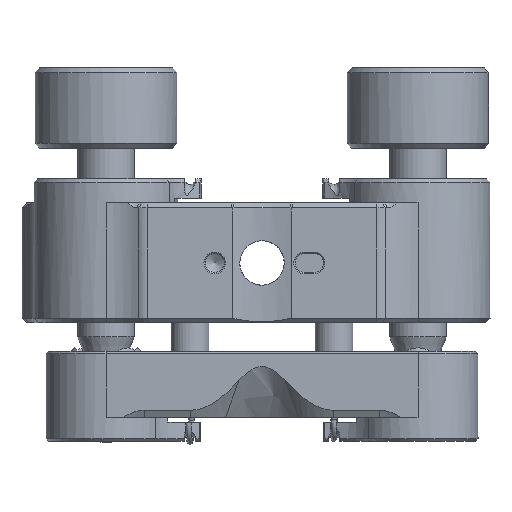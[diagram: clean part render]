
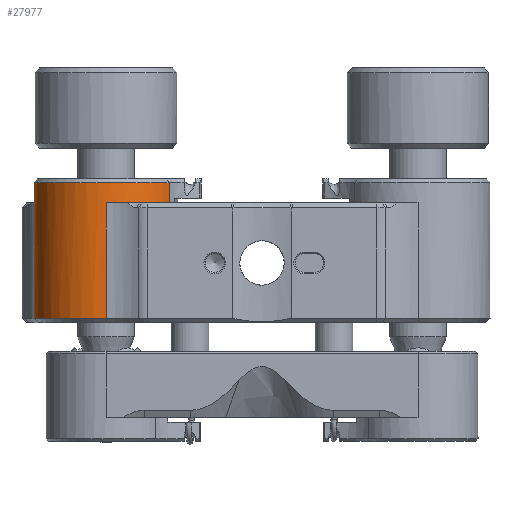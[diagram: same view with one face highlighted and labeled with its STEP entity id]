
A CAD part, front view. The second image highlights one B-rep face of the part: STEP entity #27977.
In plain terms, the highlighted cylindrical face has radius 7.62 mm (diameter 15.24 mm), a partial arc.
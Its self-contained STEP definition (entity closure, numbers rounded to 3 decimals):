
#291 = CIRCLE ( 'NONE', #12658, 7.62 ) ;
#2058 = ORIENTED_EDGE ( 'NONE', *, *, #45890, .T. ) ;
#2270 = EDGE_CURVE ( 'NONE', #4292, #48294, #19392, .T. ) ;
#3164 = VECTOR ( 'NONE', #40698, 1000. ) ;
#3352 = EDGE_LOOP ( 'NONE', ( #47648, #2058, #28572, #17633, #38901, #31277, #52364, #24203 ) ) ;
#3795 = DIRECTION ( 'NONE',  ( 0., 0., -1. ) ) ;
#4292 = VERTEX_POINT ( 'NONE', #22502 ) ;
#5995 = DIRECTION ( 'NONE',  ( 1., 0., 0. ) ) ;
#7228 = VERTEX_POINT ( 'NONE', #40337 ) ;
#8434 = VECTOR ( 'NONE', #17296, 1000. ) ;
#9278 = DIRECTION ( 'NONE',  ( 0., 0., -1. ) ) ;
#9886 = VERTEX_POINT ( 'NONE', #47522 ) ;
#10527 = DIRECTION ( 'NONE',  ( 0., 0., -1. ) ) ;
#12450 = CARTESIAN_POINT ( 'NONE',  ( 5.213, 18.804, 40.742 ) ) ;
#12478 = DIRECTION ( 'NONE',  ( -1., 0., 0. ) ) ;
#12658 = AXIS2_PLACEMENT_3D ( 'NONE', #49677, #10527, #5995 ) ;
#14226 = EDGE_CURVE ( 'NONE', #32882, #35343, #291, .T. ) ;
#14725 = CARTESIAN_POINT ( 'NONE',  ( 8.861, 12.114, 38.202 ) ) ;
#15017 = VECTOR ( 'NONE', #36510, 1000. ) ;
#15786 = EDGE_CURVE ( 'NONE', #52209, #17180, #17606, .T. ) ;
#16633 = EDGE_CURVE ( 'NONE', #9886, #35343, #18654, .T. ) ;
#16759 = LINE ( 'NONE', #46216, #15017 ) ;
#16798 = DIRECTION ( 'NONE',  ( 0., 0., -1. ) ) ;
#17114 = CARTESIAN_POINT ( 'NONE',  ( 8.861, 12.114, 40.361 ) ) ;
#17180 = VERTEX_POINT ( 'NONE', #54162 ) ;
#17296 = DIRECTION ( 'NONE',  ( 0., 0., -1. ) ) ;
#17606 = LINE ( 'NONE', #12450, #8434 ) ;
#17633 = ORIENTED_EDGE ( 'NONE', *, *, #15786, .T. ) ;
#18654 = LINE ( 'NONE', #53280, #46696 ) ;
#19392 = CIRCLE ( 'NONE', #33871, 7.62 ) ;
#20966 = CARTESIAN_POINT ( 'NONE',  ( 15.551, 8.466, 40.742 ) ) ;
#22502 = CARTESIAN_POINT ( 'NONE',  ( 8.861, 4.494, 38.202 ) ) ;
#24203 = ORIENTED_EDGE ( 'NONE', *, *, #31792, .T. ) ;
#24438 = DIRECTION ( 'NONE',  ( -1., 0., 0. ) ) ;
#27977 = ADVANCED_FACE ( 'NONE', ( #53602 ), #33875, .T. ) ;
#28572 = ORIENTED_EDGE ( 'NONE', *, *, #42179, .T. ) ;
#28934 = AXIS2_PLACEMENT_3D ( 'NONE', #14725, #43537, #24438 ) ;
#29366 = CARTESIAN_POINT ( 'NONE',  ( 5.213, 18.804, 40.361 ) ) ;
#29695 = CIRCLE ( 'NONE', #48304, 7.62 ) ;
#30027 = LINE ( 'NONE', #20966, #3164 ) ;
#31277 = ORIENTED_EDGE ( 'NONE', *, *, #16633, .T. ) ;
#31792 = EDGE_CURVE ( 'NONE', #32882, #4292, #16759, .T. ) ;
#32882 = VERTEX_POINT ( 'NONE', #47632 ) ;
#32922 = CARTESIAN_POINT ( 'NONE',  ( 8.861, 12.114, 40.742 ) ) ;
#33871 = AXIS2_PLACEMENT_3D ( 'NONE', #61668, #37074, #12478 ) ;
#33875 = CYLINDRICAL_SURFACE ( 'NONE', #44901, 7.62 ) ;
#35161 = CIRCLE ( 'NONE', #28934, 7.62 ) ;
#35343 = VERTEX_POINT ( 'NONE', #56321 ) ;
#36510 = DIRECTION ( 'NONE',  ( 0., 0., 1. ) ) ;
#37074 = DIRECTION ( 'NONE',  ( 0., 0., 1. ) ) ;
#38901 = ORIENTED_EDGE ( 'NONE', *, *, #55831, .F. ) ;
#40337 = CARTESIAN_POINT ( 'NONE',  ( 15.551, 8.466, 40.361 ) ) ;
#40698 = DIRECTION ( 'NONE',  ( 0., 0., 1. ) ) ;
#41034 = CARTESIAN_POINT ( 'NONE',  ( 15.551, 8.466, 38.202 ) ) ;
#42179 = EDGE_CURVE ( 'NONE', #7228, #52209, #29695, .T. ) ;
#43537 = DIRECTION ( 'NONE',  ( 0., 0., -1. ) ) ;
#44901 = AXIS2_PLACEMENT_3D ( 'NONE', #32922, #9278, #47812 ) ;
#45890 = EDGE_CURVE ( 'NONE', #48294, #7228, #30027, .T. ) ;
#46216 = CARTESIAN_POINT ( 'NONE',  ( 8.861, 4.494, 40.742 ) ) ;
#46696 = VECTOR ( 'NONE', #3795, 1000. ) ;
#47202 = DIRECTION ( 'NONE',  ( -1., 0., 0. ) ) ;
#47522 = CARTESIAN_POINT ( 'NONE',  ( 1.241, 12.114, 38.202 ) ) ;
#47632 = CARTESIAN_POINT ( 'NONE',  ( 8.861, 4.494, 26.01 ) ) ;
#47648 = ORIENTED_EDGE ( 'NONE', *, *, #2270, .T. ) ;
#47812 = DIRECTION ( 'NONE',  ( -1., 0., 0. ) ) ;
#48294 = VERTEX_POINT ( 'NONE', #41034 ) ;
#48304 = AXIS2_PLACEMENT_3D ( 'NONE', #17114, #16798, #47202 ) ;
#49677 = CARTESIAN_POINT ( 'NONE',  ( 8.861, 12.114, 26.01 ) ) ;
#52209 = VERTEX_POINT ( 'NONE', #29366 ) ;
#52364 = ORIENTED_EDGE ( 'NONE', *, *, #14226, .F. ) ;
#53280 = CARTESIAN_POINT ( 'NONE',  ( 1.241, 12.114, 40.742 ) ) ;
#53602 = FACE_OUTER_BOUND ( 'NONE', #3352, .T. ) ;
#54162 = CARTESIAN_POINT ( 'NONE',  ( 5.213, 18.804, 38.202 ) ) ;
#55831 = EDGE_CURVE ( 'NONE', #9886, #17180, #35161, .T. ) ;
#56321 = CARTESIAN_POINT ( 'NONE',  ( 1.241, 12.114, 26.01 ) ) ;
#61668 = CARTESIAN_POINT ( 'NONE',  ( 8.861, 12.114, 38.202 ) ) ;
